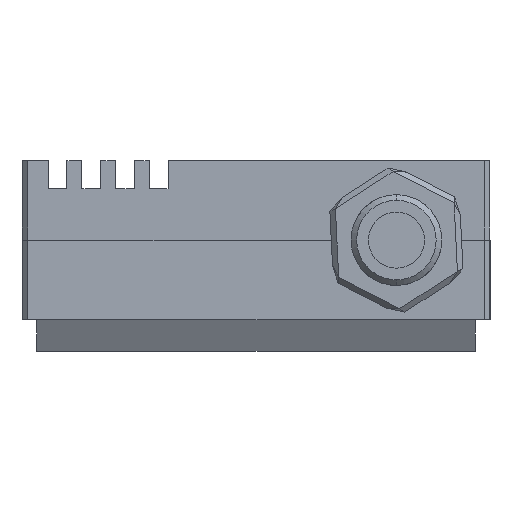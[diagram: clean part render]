
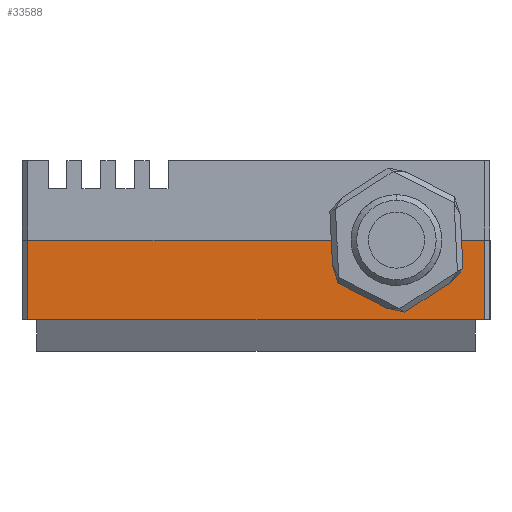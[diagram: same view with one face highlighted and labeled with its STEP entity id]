
A CAD part, left-side view. The second image highlights one B-rep face of the part: STEP entity #33588.
In plain terms, the highlighted planar face has unit normal (-1, 0, 0).
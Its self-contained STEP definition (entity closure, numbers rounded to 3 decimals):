
#1090 = CARTESIAN_POINT ( 'NONE',  ( 0., 4.25, 0. ) ) ;
#1835 = VECTOR ( 'NONE', #19082, 1000. ) ;
#1860 = DIRECTION ( 'NONE',  ( 0., 1., 0. ) ) ;
#2304 = LINE ( 'NONE', #14727, #10634 ) ;
#2476 = EDGE_LOOP ( 'NONE', ( #9733, #18181, #7259, #5832, #3119, #5182 ) ) ;
#3119 = ORIENTED_EDGE ( 'NONE', *, *, #37196, .T. ) ;
#3491 = CARTESIAN_POINT ( 'NONE',  ( 0., 0., -24.7 ) ) ;
#3807 = VERTEX_POINT ( 'NONE', #8710 ) ;
#4973 = VECTOR ( 'NONE', #22928, 1000. ) ;
#5182 = ORIENTED_EDGE ( 'NONE', *, *, #20207, .T. ) ;
#5832 = ORIENTED_EDGE ( 'NONE', *, *, #25485, .F. ) ;
#7259 = ORIENTED_EDGE ( 'NONE', *, *, #9777, .T. ) ;
#7393 = LINE ( 'NONE', #19857, #18160 ) ;
#7578 = AXIS2_PLACEMENT_3D ( 'NONE', #12873, #28623, #10235 ) ;
#7589 = CARTESIAN_POINT ( 'NONE',  ( 0., 4.25, -0.3 ) ) ;
#8622 = CARTESIAN_POINT ( 'NONE',  ( 0., 4.25, -24.7 ) ) ;
#8710 = CARTESIAN_POINT ( 'NONE',  ( 0., 0., -17.5 ) ) ;
#9498 = CARTESIAN_POINT ( 'NONE',  ( 0., 0., 0. ) ) ;
#9733 = ORIENTED_EDGE ( 'NONE', *, *, #18992, .F. ) ;
#9777 = EDGE_CURVE ( 'NONE', #15337, #24881, #37914, .T. ) ;
#10235 = DIRECTION ( 'NONE',  ( 0., 0., 1. ) ) ;
#10482 = LINE ( 'NONE', #1090, #4973 ) ;
#10634 = VECTOR ( 'NONE', #14927, 1000. ) ;
#11494 = DIRECTION ( 'NONE',  ( 0., 0., -1. ) ) ;
#12203 = VERTEX_POINT ( 'NONE', #12696 ) ;
#12696 = CARTESIAN_POINT ( 'NONE',  ( 0., 0., -0.3 ) ) ;
#12873 = CARTESIAN_POINT ( 'NONE',  ( 0., 0., -20. ) ) ;
#14727 = CARTESIAN_POINT ( 'NONE',  ( 0., 0., 0. ) ) ;
#14927 = DIRECTION ( 'NONE',  ( 0., 0., 1. ) ) ;
#15016 = VERTEX_POINT ( 'NONE', #7589 ) ;
#15337 = VERTEX_POINT ( 'NONE', #3491 ) ;
#18160 = VECTOR ( 'NONE', #32134, 1000. ) ;
#18181 = ORIENTED_EDGE ( 'NONE', *, *, #22780, .T. ) ;
#18992 = EDGE_CURVE ( 'NONE', #19719, #15016, #10482, .T. ) ;
#19082 = DIRECTION ( 'NONE',  ( 0., 0., 1. ) ) ;
#19719 = VERTEX_POINT ( 'NONE', #8622 ) ;
#19857 = CARTESIAN_POINT ( 'NONE',  ( 0., 4.25, -24.7 ) ) ;
#20207 = EDGE_CURVE ( 'NONE', #12203, #15016, #26389, .T. ) ;
#20588 = VECTOR ( 'NONE', #1860, 1000. ) ;
#22780 = EDGE_CURVE ( 'NONE', #19719, #15337, #7393, .T. ) ;
#22826 = AXIS2_PLACEMENT_3D ( 'NONE', #26840, #26457, #11494 ) ;
#22928 = DIRECTION ( 'NONE',  ( 0., 0., 1. ) ) ;
#24881 = VERTEX_POINT ( 'NONE', #29725 ) ;
#25485 = EDGE_CURVE ( 'NONE', #3807, #24881, #36959, .T. ) ;
#26389 = LINE ( 'NONE', #36377, #20588 ) ;
#26457 = DIRECTION ( 'NONE',  ( 1., 0., 0. ) ) ;
#26840 = CARTESIAN_POINT ( 'NONE',  ( 0., 4.25, 0. ) ) ;
#28623 = DIRECTION ( 'NONE',  ( -1., 0., 0. ) ) ;
#29725 = CARTESIAN_POINT ( 'NONE',  ( 0., 0., -22.5 ) ) ;
#32134 = DIRECTION ( 'NONE',  ( 0., -1., 0. ) ) ;
#33588 = ADVANCED_FACE ( 'NONE', ( #36252 ), #38941, .F. ) ;
#36252 = FACE_OUTER_BOUND ( 'NONE', #2476, .T. ) ;
#36377 = CARTESIAN_POINT ( 'NONE',  ( 0., 4.25, -0.3 ) ) ;
#36959 = CIRCLE ( 'NONE', #7578, 2.5 ) ;
#37196 = EDGE_CURVE ( 'NONE', #3807, #12203, #2304, .T. ) ;
#37914 = LINE ( 'NONE', #9498, #1835 ) ;
#38941 = PLANE ( 'NONE',  #22826 ) ;
